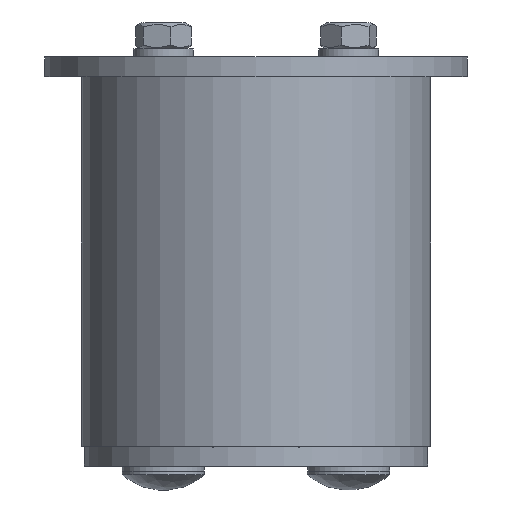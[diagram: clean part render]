
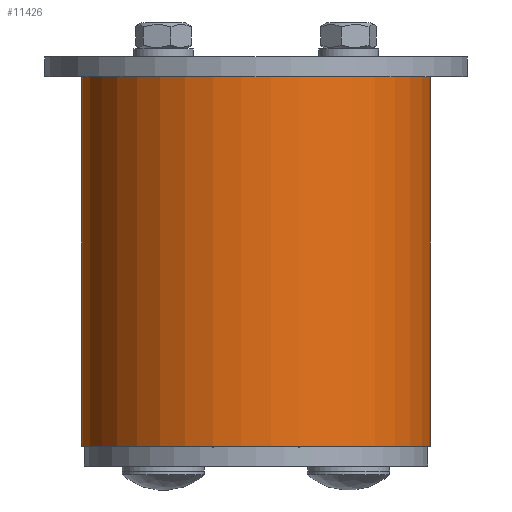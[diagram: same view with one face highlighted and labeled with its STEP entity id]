
A CAD part, front view. The second image highlights one B-rep face of the part: STEP entity #11426.
In plain terms, the highlighted cylindrical face has radius 35 mm (diameter 70 mm), a partial arc.
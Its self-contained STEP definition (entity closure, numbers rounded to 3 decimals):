
#10744=CARTESIAN_POINT('',(34.996,-0.5,74.0));
#10745=VERTEX_POINT('',#10744);
#10746=CARTESIAN_POINT('',(-34.996,-0.5,74.0));
#10747=VERTEX_POINT('',#10746);
#10748=CARTESIAN_POINT('',(0.0,0.0,74.0));
#10749=DIRECTION('',(0.0,0.0,1.0));
#10750=DIRECTION('',(-1.,0.014,0.0));
#10751=AXIS2_PLACEMENT_3D('',#10748,#10749,#10750);
#10752=CIRCLE('',#10751,35.0);
#10753=EDGE_CURVE('',#10745,#10747,#10752,.T.);
#11334=CARTESIAN_POINT('',(34.996,-0.5,0.0));
#11335=VERTEX_POINT('',#11334);
#11344=CARTESIAN_POINT('',(34.996,-0.5,0.0));
#11345=DIRECTION('',(0.0,0.0,1.0));
#11346=VECTOR('',#11345,74.0);
#11347=LINE('',#11344,#11346);
#11348=EDGE_CURVE('',#11335,#10745,#11347,.T.);
#11390=CARTESIAN_POINT('',(-34.996,-0.5,0.0));
#11391=VERTEX_POINT('',#11390);
#11400=CARTESIAN_POINT('',(-34.996,-0.5,0.0));
#11401=DIRECTION('',(0.0,0.0,1.0));
#11402=VECTOR('',#11401,74.0);
#11403=LINE('',#11400,#11402);
#11404=EDGE_CURVE('',#11391,#10747,#11403,.T.);
#11409=CARTESIAN_POINT('',(0.0,0.0,0.0));
#11410=DIRECTION('',(0.0,0.0,1.0));
#11411=DIRECTION('',(-1.,0.014,0.0));
#11412=AXIS2_PLACEMENT_3D('',#11409,#11410,#11411);
#11413=CYLINDRICAL_SURFACE('',#11412,35.0);
#11414=CARTESIAN_POINT('',(0.0,0.0,0.0));
#11415=DIRECTION('',(0.0,0.0,-1.0));
#11416=DIRECTION('',(-1.,0.014,0.0));
#11417=AXIS2_PLACEMENT_3D('',#11414,#11415,#11416);
#11418=CIRCLE('',#11417,35.0);
#11419=EDGE_CURVE('',#11391,#11335,#11418,.T.);
#11420=ORIENTED_EDGE('',*,*,#11419,.F.);
#11421=ORIENTED_EDGE('',*,*,#11404,.T.);
#11422=ORIENTED_EDGE('',*,*,#10753,.F.);
#11423=ORIENTED_EDGE('',*,*,#11348,.F.);
#11424=EDGE_LOOP('',(#11420,#11421,#11422,#11423));
#11425=FACE_OUTER_BOUND('',#11424,.T.);
#11426=ADVANCED_FACE('',(#11425),#11413,.T.);
